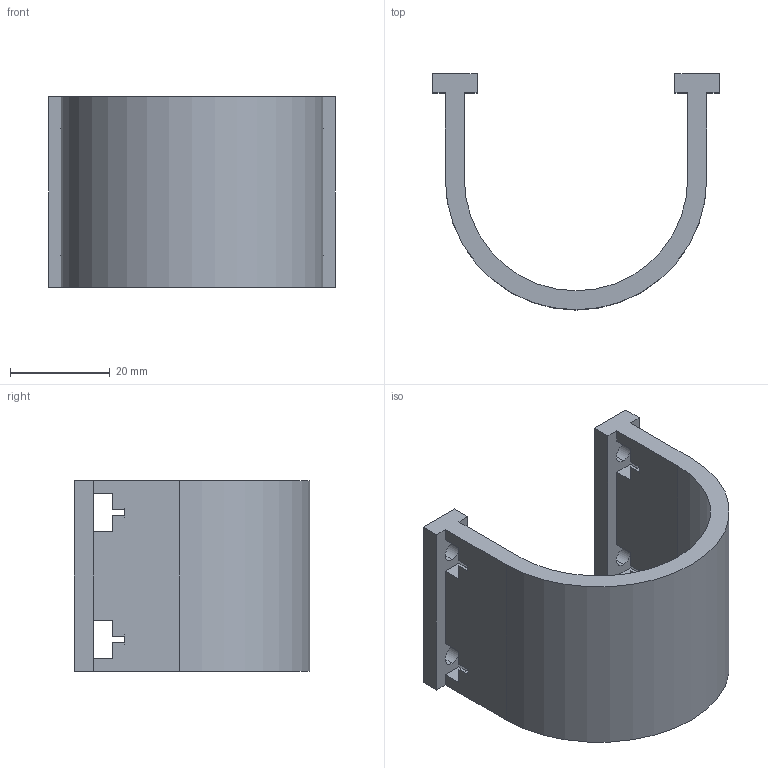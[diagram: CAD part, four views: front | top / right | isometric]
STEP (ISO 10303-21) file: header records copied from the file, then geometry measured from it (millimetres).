
FILE_DESCRIPTION (( 'STEP AP214' ), '1' );
FILE_NAME ('motor bracket.STEP', '2025-04-18T08:21:19', ( '' ), ( '' ), 'SwSTEP 2.0', 'SolidWorks 2024', '' );
FILE_SCHEMA (( 'AUTOMOTIVE_DESIGN' ));
Length unit declared in the file: inch
Products named in the file (1): motor bracket
Bounding box: 57.4 x 47.24 x 38.1 mm (x, y, z)
Volume: 17897.4 mm3; surface area: 11348.6 mm2
Topology: 1 solids, 1 shells, 56 faces, 180 edges, 120 vertices
Faces by surface type: plane 34, cylinder 22
Entity records: 2047 total; most frequent: ORIENTED_EDGE 360, CARTESIAN_POINT 357, DIRECTION 338, EDGE_CURVE 180, LINE 136, VECTOR 136, VERTEX_POINT 120, AXIS2_PLACEMENT_3D 101
